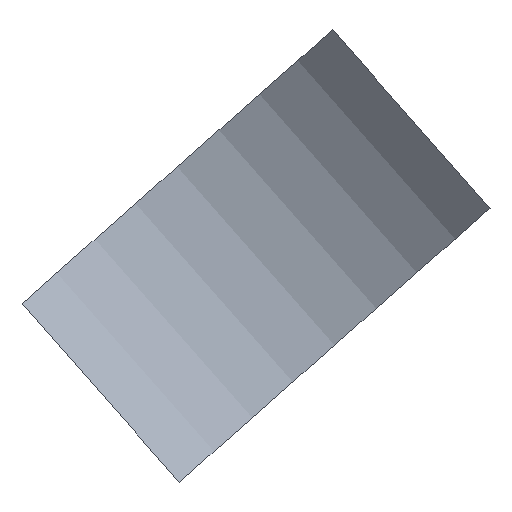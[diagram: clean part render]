
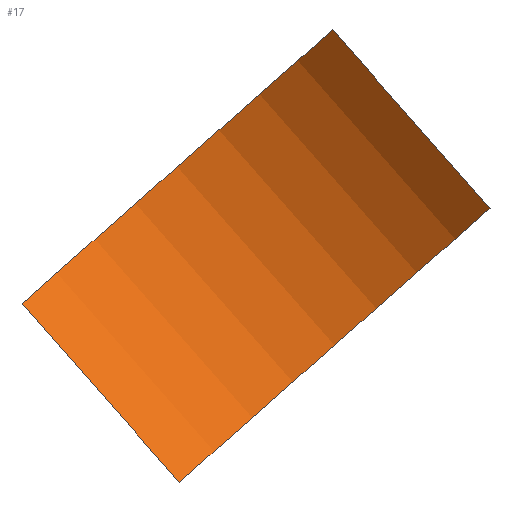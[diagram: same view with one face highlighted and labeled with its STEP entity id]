
A CAD part, front view. The second image highlights one B-rep face of the part: STEP entity #17.
In plain terms, the highlighted cylindrical face has radius 6.998 mm (diameter 13.996 mm), a partial arc.
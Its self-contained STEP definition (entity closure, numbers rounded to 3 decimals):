
#17 = ADVANCED_FACE('',(#18),#33,.T.);
#18 = FACE_BOUND('',#19,.T.);
#19 = EDGE_LOOP('',(#20,#66,#104,#143));
#20 = ORIENTED_EDGE('',*,*,#21,.F.);
#21 = EDGE_CURVE('',#22,#24,#26,.T.);
#22 = VERTEX_POINT('',#23);
#23 = CARTESIAN_POINT('',(-1.613,-0.002,
    -4.753));
#24 = VERTEX_POINT('',#25);
#25 = CARTESIAN_POINT('',(4.918,0.008,
    1.001));
#26 = SURFACE_CURVE('',#27,(#32),.PCURVE_S1.);
#27 = CIRCLE('',#28,6.998);
#28 = AXIS2_PLACEMENT_3D('',#29,#30,#31);
#29 = CARTESIAN_POINT('',(1.662,-5.477,-1.876)
  );
#30 = DIRECTION('',(0.661,0.001,-0.75));
#31 = DIRECTION('',(-0.468,0.782,-0.411));
#32 = PCURVE('',#33,#38);
#33 = CYLINDRICAL_SURFACE('',#34,6.998);
#34 = AXIS2_PLACEMENT_3D('',#35,#36,#37);
#35 = CARTESIAN_POINT('',(-1.974,-5.483,2.251
    ));
#36 = DIRECTION('',(0.661,0.001,-0.75));
#37 = DIRECTION('',(-0.518,0.724,-0.455));
#38 = DEFINITIONAL_REPRESENTATION('',(#39),#65);
#39 = B_SPLINE_CURVE_WITH_KNOTS('',3,(#40,#41,#42,#43,#44,#45,#46,#47,
    #48,#49,#50,#51,#52,#53,#54,#55,#56,#57,#58,#59,#60,#61,#62,#63,#64)
  ,.UNSPECIFIED.,.F.,.F.,(4,1,1,1,1,1,1,1,1,1,1,1,1,1,1,1,1,1,1,1,1,1,4)
  ,(0.,0.061,0.122,0.183,0.244,
    0.305,0.366,0.427,0.488,
    0.549,0.61,0.671,0.732,
    0.793,0.854,0.915,0.976,
    1.037,1.098,1.159,1.22,
    1.281,1.342),.QUASI_UNIFORM_KNOTS.);
#40 = CARTESIAN_POINT('',(0.088,5.5));
#41 = CARTESIAN_POINT('',(0.108,5.5));
#42 = CARTESIAN_POINT('',(0.149,5.5));
#43 = CARTESIAN_POINT('',(0.21,5.5));
#44 = CARTESIAN_POINT('',(0.271,5.5));
#45 = CARTESIAN_POINT('',(0.332,5.5));
#46 = CARTESIAN_POINT('',(0.393,5.5));
#47 = CARTESIAN_POINT('',(0.454,5.5));
#48 = CARTESIAN_POINT('',(0.515,5.5));
#49 = CARTESIAN_POINT('',(0.576,5.5));
#50 = CARTESIAN_POINT('',(0.637,5.5));
#51 = CARTESIAN_POINT('',(0.698,5.5));
#52 = CARTESIAN_POINT('',(0.759,5.5));
#53 = CARTESIAN_POINT('',(0.82,5.5));
#54 = CARTESIAN_POINT('',(0.881,5.5));
#55 = CARTESIAN_POINT('',(0.942,5.5));
#56 = CARTESIAN_POINT('',(1.003,5.5));
#57 = CARTESIAN_POINT('',(1.064,5.5));
#58 = CARTESIAN_POINT('',(1.125,5.5));
#59 = CARTESIAN_POINT('',(1.186,5.5));
#60 = CARTESIAN_POINT('',(1.247,5.5));
#61 = CARTESIAN_POINT('',(1.308,5.5));
#62 = CARTESIAN_POINT('',(1.37,5.5));
#63 = CARTESIAN_POINT('',(1.41,5.5));
#64 = CARTESIAN_POINT('',(1.431,5.5));
#65 = ( GEOMETRIC_REPRESENTATION_CONTEXT(2) 
PARAMETRIC_REPRESENTATION_CONTEXT() REPRESENTATION_CONTEXT('2D SPACE',''
  ) );
#66 = ORIENTED_EDGE('',*,*,#67,.F.);
#67 = EDGE_CURVE('',#68,#22,#70,.T.);
#68 = VERTEX_POINT('',#69);
#69 = CARTESIAN_POINT('',(-4.918,-0.008,
    -1.001));
#70 = SURFACE_CURVE('',#71,(#75),.PCURVE_S1.);
#71 = LINE('',#72,#73);
#72 = CARTESIAN_POINT('',(-4.918,-0.008,
    -1.001));
#73 = VECTOR('',#74,1.);
#74 = DIRECTION('',(0.661,0.001,-0.75));
#75 = PCURVE('',#33,#76);
#76 = DEFINITIONAL_REPRESENTATION('',(#77),#103);
#77 = B_SPLINE_CURVE_WITH_KNOTS('',3,(#78,#79,#80,#81,#82,#83,#84,#85,
    #86,#87,#88,#89,#90,#91,#92,#93,#94,#95,#96,#97,#98,#99,#100,#101,
    #102),.UNSPECIFIED.,.F.,.F.,(4,1,1,1,1,1,1,1,1,1,1,1,1,1,1,1,1,1,1,1
    ,1,1,4),(0.,0.227,0.455,0.682,
    0.909,1.136,1.364,1.591,
    1.818,2.045,2.273,2.5,
    2.727,2.955,3.182,3.409,
    3.636,3.864,4.091,4.318,
    4.545,4.773,5.),.QUASI_UNIFORM_KNOTS.);
#78 = CARTESIAN_POINT('',(0.088,0.5));
#79 = CARTESIAN_POINT('',(0.088,0.576));
#80 = CARTESIAN_POINT('',(0.088,0.727));
#81 = CARTESIAN_POINT('',(0.088,0.955));
#82 = CARTESIAN_POINT('',(0.088,1.182));
#83 = CARTESIAN_POINT('',(0.088,1.409));
#84 = CARTESIAN_POINT('',(0.088,1.636));
#85 = CARTESIAN_POINT('',(0.088,1.864));
#86 = CARTESIAN_POINT('',(0.088,2.091));
#87 = CARTESIAN_POINT('',(0.088,2.318));
#88 = CARTESIAN_POINT('',(0.088,2.545));
#89 = CARTESIAN_POINT('',(0.088,2.773));
#90 = CARTESIAN_POINT('',(0.088,3.));
#91 = CARTESIAN_POINT('',(0.088,3.227));
#92 = CARTESIAN_POINT('',(0.088,3.455));
#93 = CARTESIAN_POINT('',(0.088,3.682));
#94 = CARTESIAN_POINT('',(0.088,3.909));
#95 = CARTESIAN_POINT('',(0.088,4.136));
#96 = CARTESIAN_POINT('',(0.088,4.364));
#97 = CARTESIAN_POINT('',(0.088,4.591));
#98 = CARTESIAN_POINT('',(0.088,4.818));
#99 = CARTESIAN_POINT('',(0.088,5.045));
#100 = CARTESIAN_POINT('',(0.088,5.273));
#101 = CARTESIAN_POINT('',(0.088,5.424));
#102 = CARTESIAN_POINT('',(0.088,5.5));
#103 = ( GEOMETRIC_REPRESENTATION_CONTEXT(2) 
PARAMETRIC_REPRESENTATION_CONTEXT() REPRESENTATION_CONTEXT('2D SPACE',''
  ) );
#104 = ORIENTED_EDGE('',*,*,#105,.F.);
#105 = EDGE_CURVE('',#106,#68,#108,.T.);
#106 = VERTEX_POINT('',#107);
#107 = CARTESIAN_POINT('',(1.613,0.002,
    4.753));
#108 = SURFACE_CURVE('',#109,(#114),.PCURVE_S1.);
#109 = CIRCLE('',#110,6.998);
#110 = AXIS2_PLACEMENT_3D('',#111,#112,#113);
#111 = CARTESIAN_POINT('',(-1.644,-5.483,
    1.875));
#112 = DIRECTION('',(-0.661,-0.001,0.75)
  );
#113 = DIRECTION('',(0.465,0.784,0.411));
#114 = PCURVE('',#33,#115);
#115 = DEFINITIONAL_REPRESENTATION('',(#116),#142);
#116 = B_SPLINE_CURVE_WITH_KNOTS('',3,(#117,#118,#119,#120,#121,#122,
    #123,#124,#125,#126,#127,#128,#129,#130,#131,#132,#133,#134,#135,
    #136,#137,#138,#139,#140,#141),.UNSPECIFIED.,.F.,.F.,(4,1,1,1,1,1,1,
    1,1,1,1,1,1,1,1,1,1,1,1,1,1,1,4),(0.,0.061,
    0.122,0.183,0.244,0.305,
    0.366,0.427,0.488,0.549,
    0.61,0.671,0.732,0.793,
    0.854,0.915,0.976,1.037,
    1.098,1.159,1.22,1.281,
    1.342),.QUASI_UNIFORM_KNOTS.);
#117 = CARTESIAN_POINT('',(1.431,0.5));
#118 = CARTESIAN_POINT('',(1.41,0.5));
#119 = CARTESIAN_POINT('',(1.37,0.5));
#120 = CARTESIAN_POINT('',(1.308,0.5));
#121 = CARTESIAN_POINT('',(1.247,0.5));
#122 = CARTESIAN_POINT('',(1.186,0.5));
#123 = CARTESIAN_POINT('',(1.125,0.5));
#124 = CARTESIAN_POINT('',(1.064,0.5));
#125 = CARTESIAN_POINT('',(1.003,0.5));
#126 = CARTESIAN_POINT('',(0.942,0.5));
#127 = CARTESIAN_POINT('',(0.881,0.5));
#128 = CARTESIAN_POINT('',(0.82,0.5));
#129 = CARTESIAN_POINT('',(0.759,0.5));
#130 = CARTESIAN_POINT('',(0.698,0.5));
#131 = CARTESIAN_POINT('',(0.637,0.5));
#132 = CARTESIAN_POINT('',(0.576,0.5));
#133 = CARTESIAN_POINT('',(0.515,0.5));
#134 = CARTESIAN_POINT('',(0.454,0.5));
#135 = CARTESIAN_POINT('',(0.393,0.5));
#136 = CARTESIAN_POINT('',(0.332,0.5));
#137 = CARTESIAN_POINT('',(0.271,0.5));
#138 = CARTESIAN_POINT('',(0.21,0.5));
#139 = CARTESIAN_POINT('',(0.149,0.5));
#140 = CARTESIAN_POINT('',(0.108,0.5));
#141 = CARTESIAN_POINT('',(0.088,0.5));
#142 = ( GEOMETRIC_REPRESENTATION_CONTEXT(2) 
PARAMETRIC_REPRESENTATION_CONTEXT() REPRESENTATION_CONTEXT('2D SPACE',''
  ) );
#143 = ORIENTED_EDGE('',*,*,#144,.F.);
#144 = EDGE_CURVE('',#24,#106,#145,.T.);
#145 = SURFACE_CURVE('',#146,(#150),.PCURVE_S1.);
#146 = LINE('',#147,#148);
#147 = CARTESIAN_POINT('',(4.918,0.008,
    1.001));
#148 = VECTOR('',#149,1.);
#149 = DIRECTION('',(-0.661,-0.001,0.75)
  );
#150 = PCURVE('',#33,#151);
#151 = DEFINITIONAL_REPRESENTATION('',(#152),#178);
#152 = B_SPLINE_CURVE_WITH_KNOTS('',3,(#153,#154,#155,#156,#157,#158,
    #159,#160,#161,#162,#163,#164,#165,#166,#167,#168,#169,#170,#171,
    #172,#173,#174,#175,#176,#177),.UNSPECIFIED.,.F.,.F.,(4,1,1,1,1,1,1,
    1,1,1,1,1,1,1,1,1,1,1,1,1,1,1,4),(-0.,0.227,0.455,
    0.682,0.909,1.136,1.364,
    1.591,1.818,2.045,2.273,
    2.5,2.727,2.955,3.182,
    3.409,3.636,3.864,4.091,
    4.318,4.545,4.773,5.),
  .QUASI_UNIFORM_KNOTS.);
#153 = CARTESIAN_POINT('',(1.431,5.5));
#154 = CARTESIAN_POINT('',(1.431,5.424));
#155 = CARTESIAN_POINT('',(1.431,5.273));
#156 = CARTESIAN_POINT('',(1.431,5.045));
#157 = CARTESIAN_POINT('',(1.431,4.818));
#158 = CARTESIAN_POINT('',(1.431,4.591));
#159 = CARTESIAN_POINT('',(1.431,4.364));
#160 = CARTESIAN_POINT('',(1.431,4.136));
#161 = CARTESIAN_POINT('',(1.431,3.909));
#162 = CARTESIAN_POINT('',(1.431,3.682));
#163 = CARTESIAN_POINT('',(1.431,3.455));
#164 = CARTESIAN_POINT('',(1.431,3.227));
#165 = CARTESIAN_POINT('',(1.431,3.));
#166 = CARTESIAN_POINT('',(1.431,2.773));
#167 = CARTESIAN_POINT('',(1.431,2.545));
#168 = CARTESIAN_POINT('',(1.431,2.318));
#169 = CARTESIAN_POINT('',(1.431,2.091));
#170 = CARTESIAN_POINT('',(1.431,1.864));
#171 = CARTESIAN_POINT('',(1.431,1.636));
#172 = CARTESIAN_POINT('',(1.431,1.409));
#173 = CARTESIAN_POINT('',(1.431,1.182));
#174 = CARTESIAN_POINT('',(1.431,0.955));
#175 = CARTESIAN_POINT('',(1.431,0.727));
#176 = CARTESIAN_POINT('',(1.431,0.576));
#177 = CARTESIAN_POINT('',(1.431,0.5));
#178 = ( GEOMETRIC_REPRESENTATION_CONTEXT(2) 
PARAMETRIC_REPRESENTATION_CONTEXT() REPRESENTATION_CONTEXT('2D SPACE',''
  ) );
